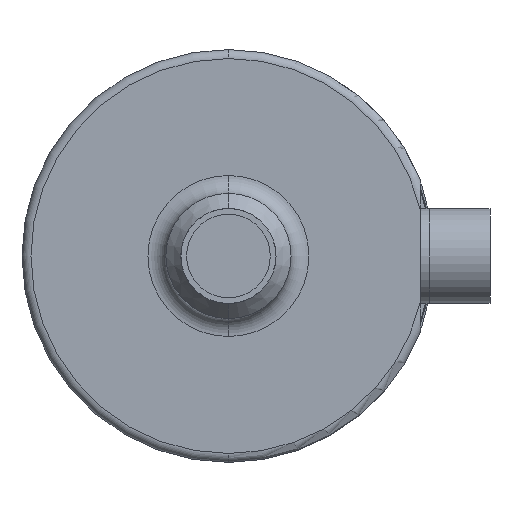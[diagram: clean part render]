
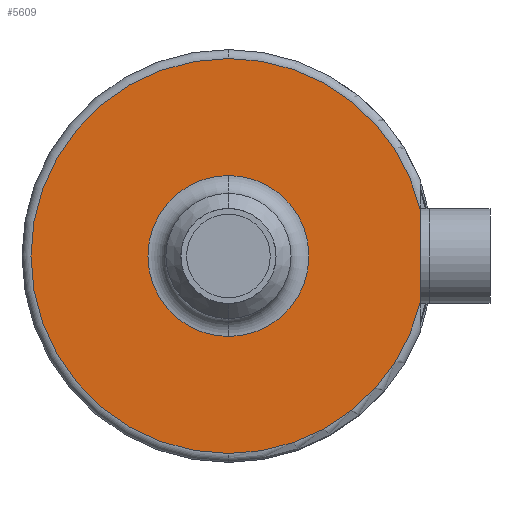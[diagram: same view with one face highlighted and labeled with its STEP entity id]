
A CAD part, front view. The second image highlights one B-rep face of the part: STEP entity #5609.
In plain terms, the highlighted planar face has unit normal (0, -1, 0).
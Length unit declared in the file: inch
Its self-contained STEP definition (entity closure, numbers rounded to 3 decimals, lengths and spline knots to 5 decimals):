
#216 = CARTESIAN_POINT ( 'NONE',  ( 0., -1., 0. ) ) ;
#311 = CARTESIAN_POINT ( 'NONE',  ( 0., -1., 0. ) ) ;
#326 = ORIENTED_EDGE ( 'NONE', *, *, #3291, .T. ) ;
#420 = VERTEX_POINT ( 'NONE', #5256 ) ;
#512 = EDGE_CURVE ( 'NONE', #6341, #420, #6764, .T. ) ;
#522 = CARTESIAN_POINT ( 'NONE',  ( 2.685, -1., 0.63904 ) ) ;
#793 = AXIS2_PLACEMENT_3D ( 'NONE', #1846, #5988, #5420 ) ;
#808 = DIRECTION ( 'NONE',  ( 0., 0., 1. ) ) ;
#842 = AXIS2_PLACEMENT_3D ( 'NONE', #3807, #1918, #4885 ) ;
#1065 = DIRECTION ( 'NONE',  ( 0., 0., 1. ) ) ;
#1409 = VERTEX_POINT ( 'NONE', #522 ) ;
#1484 = ORIENTED_EDGE ( 'NONE', *, *, #4802, .F. ) ;
#1496 = DIRECTION ( 'NONE',  ( 0., 1., 0. ) ) ;
#1567 = VERTEX_POINT ( 'NONE', #5503 ) ;
#1640 = DIRECTION ( 'NONE',  ( 0., 1., 0. ) ) ;
#1731 = EDGE_CURVE ( 'NONE', #5532, #5578, #5468, .T. ) ;
#1846 = CARTESIAN_POINT ( 'NONE',  ( 0., -1., 0. ) ) ;
#1918 = DIRECTION ( 'NONE',  ( 0., -1., 0. ) ) ;
#2011 = CARTESIAN_POINT ( 'NONE',  ( 0., -1., 0. ) ) ;
#2089 = DIRECTION ( 'NONE',  ( 0., 1., 0. ) ) ;
#3078 = ORIENTED_EDGE ( 'NONE', *, *, #1731, .F. ) ;
#3187 = DIRECTION ( 'NONE',  ( 0., 0., 1. ) ) ;
#3245 = AXIS2_PLACEMENT_3D ( 'NONE', #5726, #1640, #1065 ) ;
#3273 = EDGE_LOOP ( 'NONE', ( #3737, #1484, #5017, #3078 ) ) ;
#3291 = EDGE_CURVE ( 'NONE', #420, #6341, #4973, .T. ) ;
#3349 = AXIS2_PLACEMENT_3D ( 'NONE', #311, #2089, #4366 ) ;
#3440 = FACE_OUTER_BOUND ( 'NONE', #3273, .T. ) ;
#3552 = CIRCLE ( 'NONE', #3811, 2.76 ) ;
#3615 = AXIS2_PLACEMENT_3D ( 'NONE', #2011, #1496, #3187 ) ;
#3645 = EDGE_CURVE ( 'NONE', #5578, #1567, #5859, .T. ) ;
#3737 = ORIENTED_EDGE ( 'NONE', *, *, #6793, .F. ) ;
#3807 = CARTESIAN_POINT ( 'NONE',  ( -2.76, -1., 0. ) ) ;
#3811 = AXIS2_PLACEMENT_3D ( 'NONE', #216, #4975, #808 ) ;
#4106 = ORIENTED_EDGE ( 'NONE', *, *, #512, .T. ) ;
#4354 = CARTESIAN_POINT ( 'NONE',  ( 2.685, -1., 0. ) ) ;
#4366 = DIRECTION ( 'NONE',  ( 0., 0., 1. ) ) ;
#4377 = PLANE ( 'NONE',  #842 ) ;
#4566 = FACE_BOUND ( 'NONE', #5858, .T. ) ;
#4802 = EDGE_CURVE ( 'NONE', #1567, #1409, #3552, .T. ) ;
#4885 = DIRECTION ( 'NONE',  ( 0., 0., -1. ) ) ;
#4973 = CIRCLE ( 'NONE', #3245, 1.125 ) ;
#4975 = DIRECTION ( 'NONE',  ( 0., 1., 0. ) ) ;
#4980 = CARTESIAN_POINT ( 'NONE',  ( 2.685, -1., -0.63904 ) ) ;
#5017 = ORIENTED_EDGE ( 'NONE', *, *, #3645, .F. ) ;
#5256 = CARTESIAN_POINT ( 'NONE',  ( 0., -1., -1.125 ) ) ;
#5420 = DIRECTION ( 'NONE',  ( 0., 0., 1. ) ) ;
#5431 = LINE ( 'NONE', #4354, #5874 ) ;
#5468 = CIRCLE ( 'NONE', #3615, 2.76 ) ;
#5503 = CARTESIAN_POINT ( 'NONE',  ( 0., -1., 2.76 ) ) ;
#5532 = VERTEX_POINT ( 'NONE', #4980 ) ;
#5536 = DIRECTION ( 'NONE',  ( 0., 0., -1. ) ) ;
#5578 = VERTEX_POINT ( 'NONE', #6106 ) ;
#5609 = ADVANCED_FACE ( 'NONE', ( #3440, #4566 ), #4377, .T. ) ;
#5726 = CARTESIAN_POINT ( 'NONE',  ( 0., -1., 0. ) ) ;
#5858 = EDGE_LOOP ( 'NONE', ( #4106, #326 ) ) ;
#5859 = CIRCLE ( 'NONE', #3349, 2.76 ) ;
#5874 = VECTOR ( 'NONE', #5536, 39.37008 ) ;
#5988 = DIRECTION ( 'NONE',  ( 0., 1., 0. ) ) ;
#6106 = CARTESIAN_POINT ( 'NONE',  ( 0., -1., -2.76 ) ) ;
#6341 = VERTEX_POINT ( 'NONE', #7502 ) ;
#6764 = CIRCLE ( 'NONE', #793, 1.125 ) ;
#6793 = EDGE_CURVE ( 'NONE', #1409, #5532, #5431, .T. ) ;
#7502 = CARTESIAN_POINT ( 'NONE',  ( 0., -1., 1.125 ) ) ;
